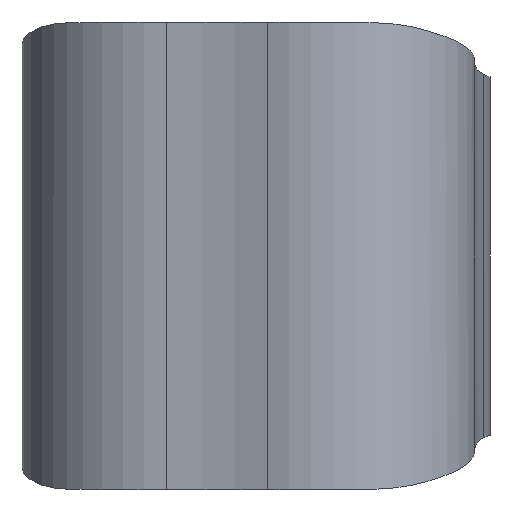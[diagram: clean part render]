
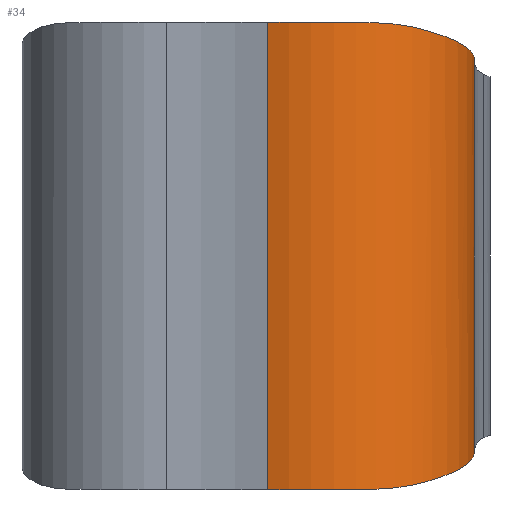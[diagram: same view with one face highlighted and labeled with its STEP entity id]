
A CAD part, front view. The second image highlights one B-rep face of the part: STEP entity #34.
In plain terms, the highlighted cylindrical face has radius 11.7 mm (diameter 23.4 mm), a partial arc.
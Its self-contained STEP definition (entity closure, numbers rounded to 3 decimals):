
#23 = CARTESIAN_POINT ( 'NONE',  ( 6.363, -21.742, 18. ) ) ;
#28 = EDGE_CURVE ( 'NONE', #749, #709, #1147, .T. ) ;
#31 = CIRCLE ( 'NONE', #677, 11.7 ) ;
#34 = ADVANCED_FACE ( 'NONE', ( #71 ), #1065, .T. ) ;
#37 = CARTESIAN_POINT ( 'NONE',  ( -0.429, -21.234, 18. ) ) ;
#58 = EDGE_CURVE ( 'NONE', #569, #749, #310, .T. ) ;
#71 = FACE_OUTER_BOUND ( 'NONE', #1145, .T. ) ;
#89 = DIRECTION ( 'NONE',  ( 1., 0., 0. ) ) ;
#93 = EDGE_CURVE ( 'NONE', #164, #569, #223, .T. ) ;
#95 = DIRECTION ( 'NONE',  ( 0., 0., 1. ) ) ;
#111 = ORIENTED_EDGE ( 'NONE', *, *, #609, .F. ) ;
#151 = CARTESIAN_POINT ( 'NONE',  ( 7.931, -21.302, 17.986 ) ) ;
#152 = ORIENTED_EDGE ( 'NONE', *, *, #881, .F. ) ;
#164 = VERTEX_POINT ( 'NONE', #37 ) ;
#180 = CARTESIAN_POINT ( 'NONE',  ( 15.541, -14.046, -16.048 ) ) ;
#183 = CARTESIAN_POINT ( 'NONE',  ( -0.429, -21.234, -18. ) ) ;
#191 = CARTESIAN_POINT ( 'NONE',  ( 10.723, -19.759, 17.657 ) ) ;
#193 = CARTESIAN_POINT ( 'NONE',  ( 15.501, -10.201, -15.132 ) ) ;
#202 = CARTESIAN_POINT ( 'NONE',  ( 3.801, -10.326, 18. ) ) ;
#211 = CARTESIAN_POINT ( 'NONE',  ( 15.501, -10.201, 18. ) ) ;
#220 = CARTESIAN_POINT ( 'NONE',  ( 15.541, -14.046, 16.048 ) ) ;
#223 = LINE ( 'NONE', #732, #572 ) ;
#247 = CARTESIAN_POINT ( 'NONE',  ( 6.363, -21.742, -18. ) ) ;
#264 = CARTESIAN_POINT ( 'NONE',  ( 3.801, -10.326, 18. ) ) ;
#310 = CIRCLE ( 'NONE', #979, 11.7 ) ;
#316 = CARTESIAN_POINT ( 'NONE',  ( 10.723, -19.759, -17.657 ) ) ;
#322 = VERTEX_POINT ( 'NONE', #23 ) ;
#340 = CARTESIAN_POINT ( 'NONE',  ( 10.723, -19.759, 17.657 ) ) ;
#347 = DIRECTION ( 'NONE',  ( 0., 0., -1. ) ) ;
#359 = CARTESIAN_POINT ( 'NONE',  ( 9.376, -20.644, -17.889 ) ) ;
#361 = VERTEX_POINT ( 'NONE', #363 ) ;
#363 = CARTESIAN_POINT ( 'NONE',  ( 15.501, -10.201, -15.132 ) ) ;
#366 = VERTEX_POINT ( 'NONE', #191 ) ;
#382 = CARTESIAN_POINT ( 'NONE',  ( 15.501, -10.201, 15.132 ) ) ;
#384 =( BOUNDED_CURVE ( )  B_SPLINE_CURVE ( 3, ( #193, #180, #993, #726 ),
 .UNSPECIFIED., .F., .F. ) 
 B_SPLINE_CURVE_WITH_KNOTS ( ( 4, 4 ),
 ( 4.492, 5.441 ),
 .UNSPECIFIED. ) 
 CURVE ( )  GEOMETRIC_REPRESENTATION_ITEM ( )  RATIONAL_B_SPLINE_CURVE ( ( 1., 0.926, 0.926, 1. ) ) 
 REPRESENTATION_ITEM ( '' )  );
#392 = DIRECTION ( 'NONE',  ( 0., 0., 1. ) ) ;
#422 = CARTESIAN_POINT ( 'NONE',  ( 9.389, -20.637, 17.887 ) ) ;
#445 = DIRECTION ( 'NONE',  ( 0., 0., 1. ) ) ;
#482 = DIRECTION ( 'NONE',  ( 0., 0., -1. ) ) ;
#505 = CARTESIAN_POINT ( 'NONE',  ( 10.077, -20.232, 17.803 ) ) ;
#569 = VERTEX_POINT ( 'NONE', #183 ) ;
#572 = VECTOR ( 'NONE', #482, 1000. ) ;
#582 = CARTESIAN_POINT ( 'NONE',  ( 15.501, -10.201, 15.132 ) ) ;
#609 = EDGE_CURVE ( 'NONE', #164, #322, #31, .T. ) ;
#668 = CARTESIAN_POINT ( 'NONE',  ( 10.723, -19.759, 17.657 ) ) ;
#677 = AXIS2_PLACEMENT_3D ( 'NONE', #202, #445, #89 ) ;
#678 = EDGE_CURVE ( 'NONE', #366, #935, #1015, .T. ) ;
#685 = CARTESIAN_POINT ( 'NONE',  ( 7.156, -21.564, 18. ) ) ;
#702 = CARTESIAN_POINT ( 'NONE',  ( 10.078, -20.232, -17.803 ) ) ;
#707 = CARTESIAN_POINT ( 'NONE',  ( 10.723, -19.759, -17.657 ) ) ;
#709 = VERTEX_POINT ( 'NONE', #316 ) ;
#726 = CARTESIAN_POINT ( 'NONE',  ( 10.723, -19.759, -17.657 ) ) ;
#729 = ORIENTED_EDGE ( 'NONE', *, *, #964, .T. ) ;
#732 = CARTESIAN_POINT ( 'NONE',  ( -0.429, -21.234, 18. ) ) ;
#749 = VERTEX_POINT ( 'NONE', #1124 ) ;
#768 = ORIENTED_EDGE ( 'NONE', *, *, #93, .T. ) ;
#794 = CARTESIAN_POINT ( 'NONE',  ( 7.917, -21.307, -17.986 ) ) ;
#807 = AXIS2_PLACEMENT_3D ( 'NONE', #264, #347, #1056 ) ;
#827 = VECTOR ( 'NONE', #392, 1000. ) ;
#837 = EDGE_CURVE ( 'NONE', #366, #322, #971, .T. ) ;
#840 = LINE ( 'NONE', #211, #827 ) ;
#868 = ORIENTED_EDGE ( 'NONE', *, *, #837, .T. ) ;
#881 = EDGE_CURVE ( 'NONE', #361, #709, #384, .T. ) ;
#896 = CARTESIAN_POINT ( 'NONE',  ( 3.801, -10.326, -18. ) ) ;
#909 = DIRECTION ( 'NONE',  ( 1., 0., 0. ) ) ;
#935 = VERTEX_POINT ( 'NONE', #382 ) ;
#956 = ORIENTED_EDGE ( 'NONE', *, *, #678, .F. ) ;
#964 = EDGE_CURVE ( 'NONE', #361, #935, #840, .T. ) ;
#970 = ORIENTED_EDGE ( 'NONE', *, *, #58, .T. ) ;
#971 = B_SPLINE_CURVE_WITH_KNOTS ( 'NONE', 3,
 ( #340, #505, #422, #151, #685, #1036 ),
 .UNSPECIFIED., .F., .F.,
 ( 4, 2, 4 ),
 ( 0., 0.002, 0.005 ),
 .UNSPECIFIED. ) ;
#979 = AXIS2_PLACEMENT_3D ( 'NONE', #896, #95, #909 ) ;
#993 = CARTESIAN_POINT ( 'NONE',  ( 13.823, -17.484, -16.957 ) ) ;
#1015 =( BOUNDED_CURVE ( )  B_SPLINE_CURVE ( 3, ( #668, #1025, #220, #582 ),
 .UNSPECIFIED., .F., .T. ) 
 B_SPLINE_CURVE_WITH_KNOTS ( ( 4, 4 ),
 ( 3.984, 4.932 ),
 .UNSPECIFIED. ) 
 CURVE ( )  GEOMETRIC_REPRESENTATION_ITEM ( )  RATIONAL_B_SPLINE_CURVE ( ( 1., 0.926, 0.926, 1. ) ) 
 REPRESENTATION_ITEM ( '' )  );
#1025 = CARTESIAN_POINT ( 'NONE',  ( 13.823, -17.484, 16.957 ) ) ;
#1036 = CARTESIAN_POINT ( 'NONE',  ( 6.363, -21.742, 18. ) ) ;
#1056 = DIRECTION ( 'NONE',  ( -1., 0., 0. ) ) ;
#1065 = CYLINDRICAL_SURFACE ( 'NONE', #807, 11.7 ) ;
#1124 = CARTESIAN_POINT ( 'NONE',  ( 6.363, -21.742, -18. ) ) ;
#1145 = EDGE_LOOP ( 'NONE', ( #970, #1150, #152, #729, #956, #868, #111, #768 ) ) ;
#1147 = B_SPLINE_CURVE_WITH_KNOTS ( 'NONE', 3,
 ( #247, #1156, #794, #359, #702, #707 ),
 .UNSPECIFIED., .F., .F.,
 ( 4, 2, 4 ),
 ( 0., 0.002, 0.005 ),
 .UNSPECIFIED. ) ;
#1150 = ORIENTED_EDGE ( 'NONE', *, *, #28, .T. ) ;
#1156 = CARTESIAN_POINT ( 'NONE',  ( 7.156, -21.564, -18. ) ) ;
